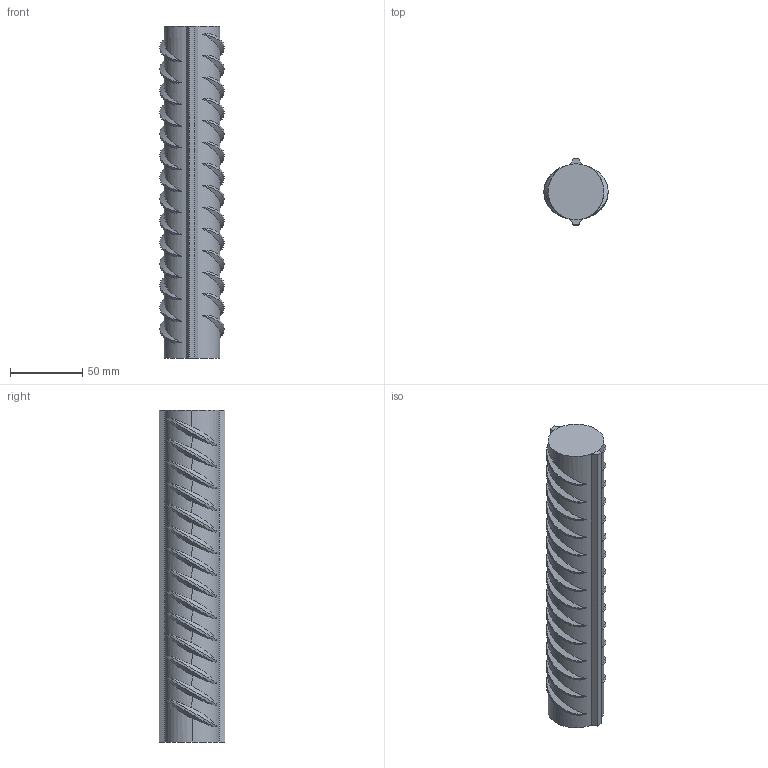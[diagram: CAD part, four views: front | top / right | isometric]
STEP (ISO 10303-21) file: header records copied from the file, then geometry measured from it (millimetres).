
FILE_DESCRIPTION (( 'STEP AP214' ), '1' );
FILE_NAME ('steelBar40_TiltmeshNEW.STEP', '2022-05-07T08:36:03', ( '' ), ( '' ), 'SwSTEP 2.0', 'SolidWorks 2021', '' );
FILE_SCHEMA (( 'AUTOMOTIVE_DESIGN' ));
Length unit declared in the file: millimetre
Products named in the file (1): steelBar40_TiltmeshNEW
Bounding box: 44.51 x 45.7 x 230 mm (x, y, z)
Volume: 287867.5 mm3; surface area: 35096.2 mm2
Topology: 1 solids, 1 shells, 99 faces, 241 edges, 158 vertices
Faces by surface type: bspline 84, plane 12, cylinder 3
Entity records: 8391 total; most frequent: CARTESIAN_POINT 6659, ORIENTED_EDGE 482, EDGE_CURVE 241, B_SPLINE_CURVE_WITH_KNOTS 196, VERTEX_POINT 158, EDGE_LOOP 113, FACE_OUTER_BOUND 99, ADVANCED_FACE 99
